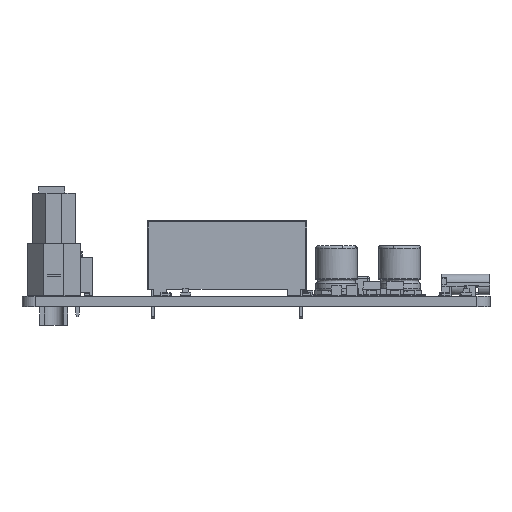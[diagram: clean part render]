
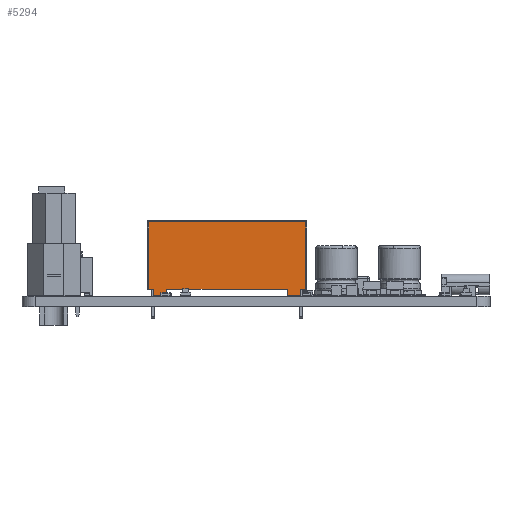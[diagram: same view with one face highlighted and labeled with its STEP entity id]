
A CAD part, left-side view. The second image highlights one B-rep face of the part: STEP entity #5294.
In plain terms, the highlighted face is planar.
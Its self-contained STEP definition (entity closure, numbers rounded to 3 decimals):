
#4937 = VERTEX_POINT('',#4938);
#4938 = CARTESIAN_POINT('',(23.3,4.7,1.));
#4945 = EDGE_CURVE('',#4937,#4946,#4948,.T.);
#4946 = VERTEX_POINT('',#4947);
#4947 = CARTESIAN_POINT('',(23.3,4.7,11.3));
#4948 = LINE('',#4949,#4950);
#4949 = CARTESIAN_POINT('',(23.3,4.7,1.));
#4950 = VECTOR('',#4951,1.);
#4951 = DIRECTION('',(0.,0.,1.));
#5101 = VERTEX_POINT('',#5102);
#5102 = CARTESIAN_POINT('',(-0.7,4.7,1.));
#5109 = EDGE_CURVE('',#5110,#5101,#5112,.T.);
#5110 = VERTEX_POINT('',#5111);
#5111 = CARTESIAN_POINT('',(0.1,4.7,1.));
#5112 = LINE('',#5113,#5114);
#5113 = CARTESIAN_POINT('',(0.1,4.7,1.));
#5114 = VECTOR('',#5115,1.);
#5115 = DIRECTION('',(-1.,0.,0.));
#5134 = VERTEX_POINT('',#5135);
#5135 = CARTESIAN_POINT('',(2.1,4.7,1.));
#5141 = EDGE_CURVE('',#5142,#5134,#5144,.T.);
#5142 = VERTEX_POINT('',#5143);
#5143 = CARTESIAN_POINT('',(20.5,4.7,1.));
#5144 = LINE('',#5145,#5146);
#5145 = CARTESIAN_POINT('',(20.5,4.7,1.));
#5146 = VECTOR('',#5147,1.);
#5147 = DIRECTION('',(-1.,0.,0.));
#5166 = VERTEX_POINT('',#5167);
#5167 = CARTESIAN_POINT('',(22.5,4.7,1.));
#5173 = EDGE_CURVE('',#4937,#5166,#5174,.T.);
#5174 = LINE('',#5175,#5176);
#5175 = CARTESIAN_POINT('',(23.5,4.7,1.));
#5176 = VECTOR('',#5177,1.);
#5177 = DIRECTION('',(-1.,0.,0.));
#5294 = ADVANCED_FACE('',(#5295),#5359,.F.);
#5295 = FACE_BOUND('',#5296,.F.);
#5296 = EDGE_LOOP('',(#5297,#5298,#5306,#5312,#5313,#5321,#5329,#5335,
    #5336,#5344,#5352,#5358));
#5297 = ORIENTED_EDGE('',*,*,#4945,.T.);
#5298 = ORIENTED_EDGE('',*,*,#5299,.T.);
#5299 = EDGE_CURVE('',#4946,#5300,#5302,.T.);
#5300 = VERTEX_POINT('',#5301);
#5301 = CARTESIAN_POINT('',(-0.7,4.7,11.3));
#5302 = LINE('',#5303,#5304);
#5303 = CARTESIAN_POINT('',(23.3,4.7,11.3));
#5304 = VECTOR('',#5305,1.);
#5305 = DIRECTION('',(-1.,0.,0.));
#5306 = ORIENTED_EDGE('',*,*,#5307,.F.);
#5307 = EDGE_CURVE('',#5101,#5300,#5308,.T.);
#5308 = LINE('',#5309,#5310);
#5309 = CARTESIAN_POINT('',(-0.7,4.7,1.));
#5310 = VECTOR('',#5311,1.);
#5311 = DIRECTION('',(0.,0.,1.));
#5312 = ORIENTED_EDGE('',*,*,#5109,.F.);
#5313 = ORIENTED_EDGE('',*,*,#5314,.F.);
#5314 = EDGE_CURVE('',#5315,#5110,#5317,.T.);
#5315 = VERTEX_POINT('',#5316);
#5316 = CARTESIAN_POINT('',(0.1,4.7,0.));
#5317 = LINE('',#5318,#5319);
#5318 = CARTESIAN_POINT('',(0.1,4.7,0.));
#5319 = VECTOR('',#5320,1.);
#5320 = DIRECTION('',(0.,0.,1.));
#5321 = ORIENTED_EDGE('',*,*,#5322,.F.);
#5322 = EDGE_CURVE('',#5323,#5315,#5325,.T.);
#5323 = VERTEX_POINT('',#5324);
#5324 = CARTESIAN_POINT('',(2.1,4.7,0.));
#5325 = LINE('',#5326,#5327);
#5326 = CARTESIAN_POINT('',(23.5,4.7,0.));
#5327 = VECTOR('',#5328,1.);
#5328 = DIRECTION('',(-1.,0.,0.));
#5329 = ORIENTED_EDGE('',*,*,#5330,.T.);
#5330 = EDGE_CURVE('',#5323,#5134,#5331,.T.);
#5331 = LINE('',#5332,#5333);
#5332 = CARTESIAN_POINT('',(2.1,4.7,0.));
#5333 = VECTOR('',#5334,1.);
#5334 = DIRECTION('',(0.,0.,1.));
#5335 = ORIENTED_EDGE('',*,*,#5141,.F.);
#5336 = ORIENTED_EDGE('',*,*,#5337,.F.);
#5337 = EDGE_CURVE('',#5338,#5142,#5340,.T.);
#5338 = VERTEX_POINT('',#5339);
#5339 = CARTESIAN_POINT('',(20.5,4.7,0.));
#5340 = LINE('',#5341,#5342);
#5341 = CARTESIAN_POINT('',(20.5,4.7,0.));
#5342 = VECTOR('',#5343,1.);
#5343 = DIRECTION('',(0.,0.,1.));
#5344 = ORIENTED_EDGE('',*,*,#5345,.F.);
#5345 = EDGE_CURVE('',#5346,#5338,#5348,.T.);
#5346 = VERTEX_POINT('',#5347);
#5347 = CARTESIAN_POINT('',(22.5,4.7,0.));
#5348 = LINE('',#5349,#5350);
#5349 = CARTESIAN_POINT('',(23.5,4.7,0.));
#5350 = VECTOR('',#5351,1.);
#5351 = DIRECTION('',(-1.,0.,0.));
#5352 = ORIENTED_EDGE('',*,*,#5353,.T.);
#5353 = EDGE_CURVE('',#5346,#5166,#5354,.T.);
#5354 = LINE('',#5355,#5356);
#5355 = CARTESIAN_POINT('',(22.5,4.7,0.));
#5356 = VECTOR('',#5357,1.);
#5357 = DIRECTION('',(0.,0.,1.));
#5358 = ORIENTED_EDGE('',*,*,#5173,.F.);
#5359 = PLANE('',#5360);
#5360 = AXIS2_PLACEMENT_3D('',#5361,#5362,#5363);
#5361 = CARTESIAN_POINT('',(23.5,4.7,0.));
#5362 = DIRECTION('',(0.,-1.,0.));
#5363 = DIRECTION('',(-1.,0.,0.));
